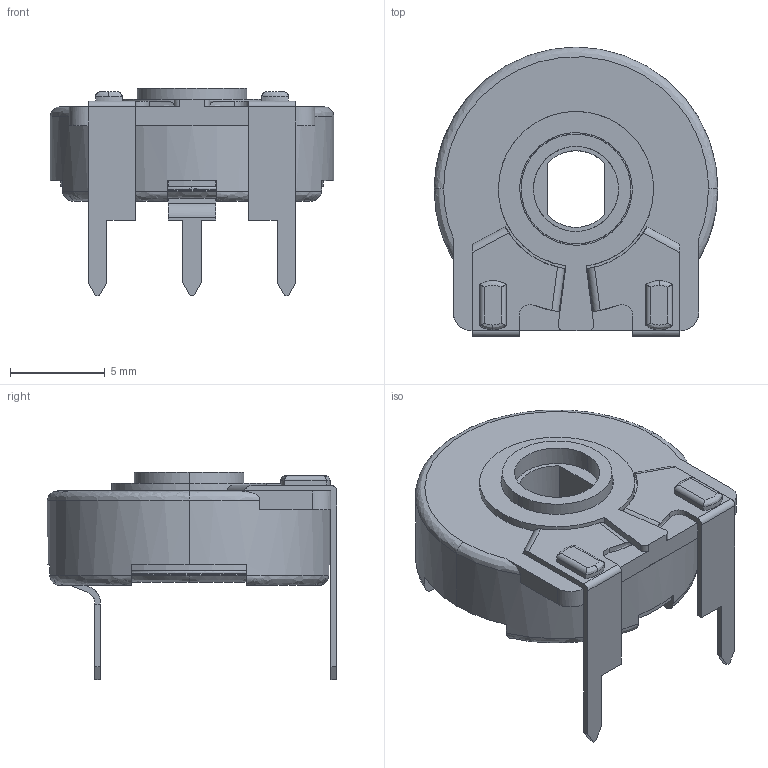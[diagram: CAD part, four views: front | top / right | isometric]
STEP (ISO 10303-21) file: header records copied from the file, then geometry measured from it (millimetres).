
FILE_DESCRIPTION (( 'STEP AP214' ), '1' );
FILE_NAME ('User Library-Pot_THT_CA14V12.5mm.STEP', '2021-12-10T15:15:08', ( '' ), ( '' ), 'SwSTEP 2.0', 'SolidWorks 2021', '' );
FILE_SCHEMA (( 'AUTOMOTIVE_DESIGN' ));
Length unit declared in the file: millimetre
Products named in the file (1): User Library-Pot_THT_CA14V12.5mm
Bounding box: 15 x 15.3 x 11 mm (x, y, z)
Volume: 779.3 mm3; surface area: 893.3 mm2
Topology: 1 solids, 1 shells, 161 faces, 445 edges, 289 vertices
Faces by surface type: plane 72, cylinder 62, bspline 27
Entity records: 7614 total; most frequent: CARTESIAN_POINT 2827, ORIENTED_EDGE 890, DIRECTION 674, EDGE_CURVE 445, VERTEX_POINT 289, VECTOR 238, LINE 238, AXIS2_PLACEMENT_3D 218
